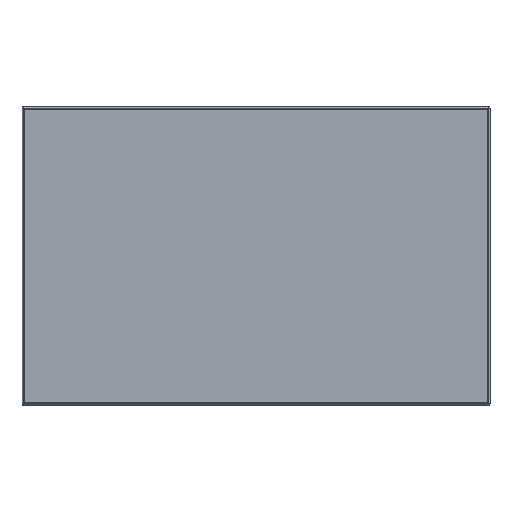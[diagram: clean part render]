
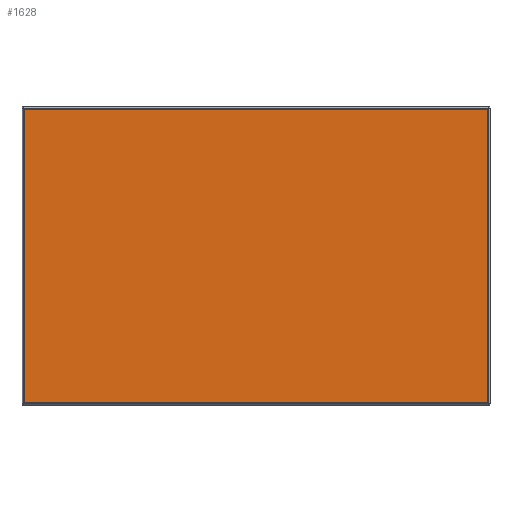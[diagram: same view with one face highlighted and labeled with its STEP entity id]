
A CAD part, top view. The second image highlights one B-rep face of the part: STEP entity #1628.
In plain terms, the highlighted planar face has unit normal (0, 0, 1).
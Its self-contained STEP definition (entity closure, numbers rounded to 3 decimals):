
#804 = PLANE('',#805);
#805 = AXIS2_PLACEMENT_3D('',#806,#807,#808);
#806 = CARTESIAN_POINT('',(-79.,-50.,-14.7));
#807 = DIRECTION('',(0.,1.,0.));
#808 = DIRECTION('',(0.,0.,1.));
#830 = PLANE('',#831);
#831 = AXIS2_PLACEMENT_3D('',#832,#833,#834);
#832 = CARTESIAN_POINT('',(-79.,-50.,-14.7));
#833 = DIRECTION('',(1.,0.,0.));
#834 = DIRECTION('',(0.,0.,1.));
#856 = PLANE('',#857);
#857 = AXIS2_PLACEMENT_3D('',#858,#859,#860);
#858 = CARTESIAN_POINT('',(-79.,50.,-14.7));
#859 = DIRECTION('',(0.,1.,0.));
#860 = DIRECTION('',(0.,0.,1.));
#880 = PLANE('',#881);
#881 = AXIS2_PLACEMENT_3D('',#882,#883,#884);
#882 = CARTESIAN_POINT('',(79.,-50.,-14.7));
#883 = DIRECTION('',(1.,0.,0.));
#884 = DIRECTION('',(0.,0.,1.));
#1334 = VERTEX_POINT('',#1335);
#1335 = CARTESIAN_POINT('',(79.,-50.,-14.7));
#1356 = EDGE_CURVE('',#1357,#1334,#1359,.T.);
#1357 = VERTEX_POINT('',#1358);
#1358 = CARTESIAN_POINT('',(-79.,-50.,-14.7));
#1359 = SURFACE_CURVE('',#1360,(#1364,#1371),.PCURVE_S1.);
#1360 = LINE('',#1361,#1362);
#1361 = CARTESIAN_POINT('',(-79.,-50.,-14.7));
#1362 = VECTOR('',#1363,1.);
#1363 = DIRECTION('',(1.,0.,0.));
#1364 = PCURVE('',#804,#1365);
#1365 = DEFINITIONAL_REPRESENTATION('',(#1366),#1370);
#1366 = LINE('',#1367,#1368);
#1367 = CARTESIAN_POINT('',(0.,0.));
#1368 = VECTOR('',#1369,1.);
#1369 = DIRECTION('',(0.,1.));
#1370 = ( GEOMETRIC_REPRESENTATION_CONTEXT(2) 
PARAMETRIC_REPRESENTATION_CONTEXT() REPRESENTATION_CONTEXT('2D SPACE',''
  ) );
#1371 = PCURVE('',#1372,#1377);
#1372 = PLANE('',#1373);
#1373 = AXIS2_PLACEMENT_3D('',#1374,#1375,#1376);
#1374 = CARTESIAN_POINT('',(-79.,-50.,-14.7));
#1375 = DIRECTION('',(0.,0.,1.));
#1376 = DIRECTION('',(1.,0.,0.));
#1377 = DEFINITIONAL_REPRESENTATION('',(#1378),#1382);
#1378 = LINE('',#1379,#1380);
#1379 = CARTESIAN_POINT('',(0.,0.));
#1380 = VECTOR('',#1381,1.);
#1381 = DIRECTION('',(1.,0.));
#1382 = ( GEOMETRIC_REPRESENTATION_CONTEXT(2) 
PARAMETRIC_REPRESENTATION_CONTEXT() REPRESENTATION_CONTEXT('2D SPACE',''
  ) );
#1410 = EDGE_CURVE('',#1334,#1411,#1413,.T.);
#1411 = VERTEX_POINT('',#1412);
#1412 = CARTESIAN_POINT('',(79.,50.,-14.7));
#1413 = SURFACE_CURVE('',#1414,(#1418,#1425),.PCURVE_S1.);
#1414 = LINE('',#1415,#1416);
#1415 = CARTESIAN_POINT('',(79.,-50.,-14.7));
#1416 = VECTOR('',#1417,1.);
#1417 = DIRECTION('',(0.,1.,0.));
#1418 = PCURVE('',#880,#1419);
#1419 = DEFINITIONAL_REPRESENTATION('',(#1420),#1424);
#1420 = LINE('',#1421,#1422);
#1421 = CARTESIAN_POINT('',(0.,0.));
#1422 = VECTOR('',#1423,1.);
#1423 = DIRECTION('',(0.,-1.));
#1424 = ( GEOMETRIC_REPRESENTATION_CONTEXT(2) 
PARAMETRIC_REPRESENTATION_CONTEXT() REPRESENTATION_CONTEXT('2D SPACE',''
  ) );
#1425 = PCURVE('',#1372,#1426);
#1426 = DEFINITIONAL_REPRESENTATION('',(#1427),#1431);
#1427 = LINE('',#1428,#1429);
#1428 = CARTESIAN_POINT('',(158.,0.));
#1429 = VECTOR('',#1430,1.);
#1430 = DIRECTION('',(0.,1.));
#1431 = ( GEOMETRIC_REPRESENTATION_CONTEXT(2) 
PARAMETRIC_REPRESENTATION_CONTEXT() REPRESENTATION_CONTEXT('2D SPACE',''
  ) );
#1459 = EDGE_CURVE('',#1460,#1411,#1462,.T.);
#1460 = VERTEX_POINT('',#1461);
#1461 = CARTESIAN_POINT('',(-79.,50.,-14.7));
#1462 = SURFACE_CURVE('',#1463,(#1467,#1474),.PCURVE_S1.);
#1463 = LINE('',#1464,#1465);
#1464 = CARTESIAN_POINT('',(-79.,50.,-14.7));
#1465 = VECTOR('',#1466,1.);
#1466 = DIRECTION('',(1.,0.,0.));
#1467 = PCURVE('',#856,#1468);
#1468 = DEFINITIONAL_REPRESENTATION('',(#1469),#1473);
#1469 = LINE('',#1470,#1471);
#1470 = CARTESIAN_POINT('',(0.,0.));
#1471 = VECTOR('',#1472,1.);
#1472 = DIRECTION('',(0.,1.));
#1473 = ( GEOMETRIC_REPRESENTATION_CONTEXT(2) 
PARAMETRIC_REPRESENTATION_CONTEXT() REPRESENTATION_CONTEXT('2D SPACE',''
  ) );
#1474 = PCURVE('',#1372,#1475);
#1475 = DEFINITIONAL_REPRESENTATION('',(#1476),#1480);
#1476 = LINE('',#1477,#1478);
#1477 = CARTESIAN_POINT('',(0.,100.));
#1478 = VECTOR('',#1479,1.);
#1479 = DIRECTION('',(1.,0.));
#1480 = ( GEOMETRIC_REPRESENTATION_CONTEXT(2) 
PARAMETRIC_REPRESENTATION_CONTEXT() REPRESENTATION_CONTEXT('2D SPACE',''
  ) );
#1508 = EDGE_CURVE('',#1357,#1460,#1509,.T.);
#1509 = SURFACE_CURVE('',#1510,(#1514,#1521),.PCURVE_S1.);
#1510 = LINE('',#1511,#1512);
#1511 = CARTESIAN_POINT('',(-79.,-50.,-14.7));
#1512 = VECTOR('',#1513,1.);
#1513 = DIRECTION('',(0.,1.,0.));
#1514 = PCURVE('',#830,#1515);
#1515 = DEFINITIONAL_REPRESENTATION('',(#1516),#1520);
#1516 = LINE('',#1517,#1518);
#1517 = CARTESIAN_POINT('',(0.,0.));
#1518 = VECTOR('',#1519,1.);
#1519 = DIRECTION('',(0.,-1.));
#1520 = ( GEOMETRIC_REPRESENTATION_CONTEXT(2) 
PARAMETRIC_REPRESENTATION_CONTEXT() REPRESENTATION_CONTEXT('2D SPACE',''
  ) );
#1521 = PCURVE('',#1372,#1522);
#1522 = DEFINITIONAL_REPRESENTATION('',(#1523),#1527);
#1523 = LINE('',#1524,#1525);
#1524 = CARTESIAN_POINT('',(0.,0.));
#1525 = VECTOR('',#1526,1.);
#1526 = DIRECTION('',(0.,1.));
#1527 = ( GEOMETRIC_REPRESENTATION_CONTEXT(2) 
PARAMETRIC_REPRESENTATION_CONTEXT() REPRESENTATION_CONTEXT('2D SPACE',''
  ) );
#1628 = ADVANCED_FACE('',(#1629),#1372,.T.);
#1629 = FACE_BOUND('',#1630,.T.);
#1630 = EDGE_LOOP('',(#1631,#1632,#1633,#1634));
#1631 = ORIENTED_EDGE('',*,*,#1508,.F.);
#1632 = ORIENTED_EDGE('',*,*,#1356,.T.);
#1633 = ORIENTED_EDGE('',*,*,#1410,.T.);
#1634 = ORIENTED_EDGE('',*,*,#1459,.F.);
